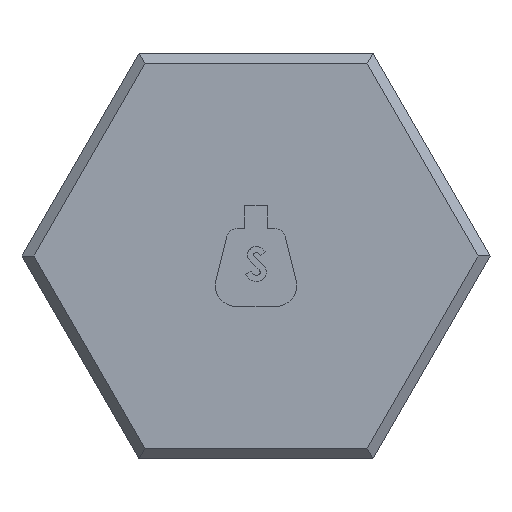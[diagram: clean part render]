
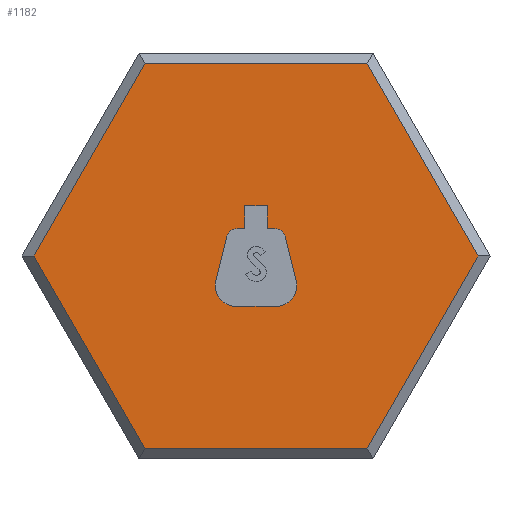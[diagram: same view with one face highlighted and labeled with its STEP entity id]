
A CAD part, front view. The second image highlights one B-rep face of the part: STEP entity #1182.
In plain terms, the highlighted planar face has unit normal (0, -1, 0).
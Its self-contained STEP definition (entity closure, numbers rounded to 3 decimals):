
#47 = CARTESIAN_POINT ( 'NONE',  ( 10.681, 0., 18.5 ) ) ;
#289 = ORIENTED_EDGE ( 'NONE', *, *, #1725, .T. ) ;
#426 = LINE ( 'NONE', #5317, #16643 ) ;
#768 = ORIENTED_EDGE ( 'NONE', *, *, #29569, .F. ) ;
#1003 = VECTOR ( 'NONE', #9284, 1000. ) ;
#1088 = EDGE_CURVE ( 'NONE', #12965, #27687, #21894, .T. ) ;
#1182 = ADVANCED_FACE ( 'NONE', ( #3050, #11074 ), #31858, .T. ) ;
#1198 = EDGE_LOOP ( 'NONE', ( #29673, #10567, #33452, #7565, #289, #4934 ) ) ;
#1270 = CARTESIAN_POINT ( 'NONE',  ( -2.791, 0., 1.896 ) ) ;
#1725 = EDGE_CURVE ( 'NONE', #18166, #6705, #8121, .T. ) ;
#2175 = VECTOR ( 'NONE', #10215, 1000. ) ;
#2583 = DIRECTION ( 'NONE',  ( 0., -1., 0. ) ) ;
#2590 = CARTESIAN_POINT ( 'NONE',  ( 0., 0., 18.5 ) ) ;
#2609 = CARTESIAN_POINT ( 'NONE',  ( 2.791, 0., 1.896 ) ) ;
#3028 = VECTOR ( 'NONE', #15611, 1000. ) ;
#3050 = FACE_OUTER_BOUND ( 'NONE', #1198, .T. ) ;
#3092 = ORIENTED_EDGE ( 'NONE', *, *, #31208, .F. ) ;
#3273 = VECTOR ( 'NONE', #8689, 1000. ) ;
#3977 = VECTOR ( 'NONE', #4649, 1000. ) ;
#4028 = CARTESIAN_POINT ( 'NONE',  ( -10.681, 0., -18.5 ) ) ;
#4380 = VECTOR ( 'NONE', #19796, 1000. ) ;
#4649 = DIRECTION ( 'NONE',  ( 1., 0., 0. ) ) ;
#4934 = ORIENTED_EDGE ( 'NONE', *, *, #26503, .T. ) ;
#5155 = VECTOR ( 'NONE', #12562, 1000. ) ;
#5316 = VERTEX_POINT ( 'NONE', #29199 ) ;
#5317 = CARTESIAN_POINT ( 'NONE',  ( -16.021, 0., -9.25 ) ) ;
#5412 = ORIENTED_EDGE ( 'NONE', *, *, #30669, .F. ) ;
#5464 = LINE ( 'NONE', #29559, #31364 ) ;
#5500 = CARTESIAN_POINT ( 'NONE',  ( -16.021, 0., 9.25 ) ) ;
#5690 = EDGE_CURVE ( 'NONE', #28470, #29015, #28315, .T. ) ;
#6280 = VECTOR ( 'NONE', #16023, 1000. ) ;
#6344 = CARTESIAN_POINT ( 'NONE',  ( -10.681, 0., 18.5 ) ) ;
#6474 = VERTEX_POINT ( 'NONE', #1270 ) ;
#6646 = ORIENTED_EDGE ( 'NONE', *, *, #12032, .F. ) ;
#6705 = VERTEX_POINT ( 'NONE', #18876 ) ;
#6763 = CARTESIAN_POINT ( 'NONE',  ( 1.93, 0., -4.85 ) ) ;
#7565 = ORIENTED_EDGE ( 'NONE', *, *, #17537, .T. ) ;
#7662 = LINE ( 'NONE', #2590, #5155 ) ;
#7726 = VERTEX_POINT ( 'NONE', #4028 ) ;
#8004 = ORIENTED_EDGE ( 'NONE', *, *, #19674, .F. ) ;
#8007 = DIRECTION ( 'NONE',  ( 0., 0., 1. ) ) ;
#8121 = LINE ( 'NONE', #5500, #30025 ) ;
#8543 = VERTEX_POINT ( 'NONE', #47 ) ;
#8632 = DIRECTION ( 'NONE',  ( 0., 0., -1. ) ) ;
#8689 = DIRECTION ( 'NONE',  ( -0.246, 0., -0.969 ) ) ;
#8977 = EDGE_CURVE ( 'NONE', #27687, #29505, #5464, .T. ) ;
#9284 = DIRECTION ( 'NONE',  ( 0.5, 0., 0.866 ) ) ;
#10001 = CARTESIAN_POINT ( 'NONE',  ( -3.869, 0., -2.359 ) ) ;
#10215 = DIRECTION ( 'NONE',  ( -1., 0., 0. ) ) ;
#10567 = ORIENTED_EDGE ( 'NONE', *, *, #5690, .T. ) ;
#10606 = CARTESIAN_POINT ( 'NONE',  ( -1.822, 0., 1.65 ) ) ;
#10693 = CARTESIAN_POINT ( 'NONE',  ( -1.1, 0., 2.65 ) ) ;
#10702 = CARTESIAN_POINT ( 'NONE',  ( 2.791, 0., 1.896 ) ) ;
#10985 = ORIENTED_EDGE ( 'NONE', *, *, #8977, .F. ) ;
#11071 = DIRECTION ( 'NONE',  ( 0.5, 0., -0.866 ) ) ;
#11074 = FACE_BOUND ( 'NONE', #30185, .T. ) ;
#11079 = DIRECTION ( 'NONE',  ( -0.5, 0., -0.866 ) ) ;
#11136 = LINE ( 'NONE', #18647, #6280 ) ;
#11326 = EDGE_CURVE ( 'NONE', #29619, #20398, #17783, .T. ) ;
#11498 = VERTEX_POINT ( 'NONE', #10693 ) ;
#11728 = VERTEX_POINT ( 'NONE', #29736 ) ;
#11730 = CARTESIAN_POINT ( 'NONE',  ( 1.1, 0., 4.85 ) ) ;
#11761 = VECTOR ( 'NONE', #33814, 1000. ) ;
#12032 = EDGE_CURVE ( 'NONE', #6474, #24596, #27705, .T. ) ;
#12219 = EDGE_CURVE ( 'NONE', #18845, #29467, #22787, .T. ) ;
#12313 = CIRCLE ( 'NONE', #27927, 1. ) ;
#12562 = DIRECTION ( 'NONE',  ( -1., 0., 0. ) ) ;
#12791 = CARTESIAN_POINT ( 'NONE',  ( 1.93, 0., -4.85 ) ) ;
#12965 = VERTEX_POINT ( 'NONE', #13278 ) ;
#13013 = CARTESIAN_POINT ( 'NONE',  ( 1.822, 0., 2.65 ) ) ;
#13278 = CARTESIAN_POINT ( 'NONE',  ( 1.1, 0., 2.65 ) ) ;
#13430 = ORIENTED_EDGE ( 'NONE', *, *, #12219, .F. ) ;
#13471 = CARTESIAN_POINT ( 'NONE',  ( 3.869, 0., -2.359 ) ) ;
#13831 = CARTESIAN_POINT ( 'NONE',  ( -1.1, 0., 2.65 ) ) ;
#14498 = ORIENTED_EDGE ( 'NONE', *, *, #21439, .F. ) ;
#14615 = DIRECTION ( 'NONE',  ( 0., -1., 0. ) ) ;
#14853 = DIRECTION ( 'NONE',  ( 0., -1., 0. ) ) ;
#15033 = ORIENTED_EDGE ( 'NONE', *, *, #27581, .F. ) ;
#15611 = DIRECTION ( 'NONE',  ( -0.5, 0., 0.866 ) ) ;
#15855 = VECTOR ( 'NONE', #21017, 1000. ) ;
#16023 = DIRECTION ( 'NONE',  ( 1., 0., 0. ) ) ;
#16303 = LINE ( 'NONE', #26764, #3028 ) ;
#16490 = DIRECTION ( 'NONE',  ( 0., -1., 0. ) ) ;
#16643 = VECTOR ( 'NONE', #11071, 1000. ) ;
#16656 = ORIENTED_EDGE ( 'NONE', *, *, #11326, .F. ) ;
#16991 = ORIENTED_EDGE ( 'NONE', *, *, #23205, .F. ) ;
#17103 = EDGE_CURVE ( 'NONE', #7726, #28470, #11136, .T. ) ;
#17537 = EDGE_CURVE ( 'NONE', #8543, #18166, #7662, .T. ) ;
#17783 = CIRCLE ( 'NONE', #28367, 1. ) ;
#18166 = VERTEX_POINT ( 'NONE', #6344 ) ;
#18424 = CARTESIAN_POINT ( 'NONE',  ( 1.1, 0., 2.65 ) ) ;
#18470 = CARTESIAN_POINT ( 'NONE',  ( 1.822, 0., 1.65 ) ) ;
#18647 = CARTESIAN_POINT ( 'NONE',  ( 0., 0., -18.5 ) ) ;
#18845 = VERTEX_POINT ( 'NONE', #12791 ) ;
#18876 = CARTESIAN_POINT ( 'NONE',  ( -21.362, 0., 0. ) ) ;
#19229 = CARTESIAN_POINT ( 'NONE',  ( -1.1, 0., 4.85 ) ) ;
#19603 = CIRCLE ( 'NONE', #32411, 2. ) ;
#19674 = EDGE_CURVE ( 'NONE', #11498, #5316, #23137, .T. ) ;
#19796 = DIRECTION ( 'NONE',  ( 0., 0., 1. ) ) ;
#20156 = VECTOR ( 'NONE', #24472, 1000. ) ;
#20398 = VERTEX_POINT ( 'NONE', #13013 ) ;
#21017 = DIRECTION ( 'NONE',  ( -0.246, 0., 0.969 ) ) ;
#21174 = CARTESIAN_POINT ( 'NONE',  ( -1.822, 0., 2.65 ) ) ;
#21439 = EDGE_CURVE ( 'NONE', #5316, #6474, #12313, .T. ) ;
#21894 = LINE ( 'NONE', #24506, #4380 ) ;
#22787 = CIRCLE ( 'NONE', #31711, 2. ) ;
#23137 = LINE ( 'NONE', #21174, #11761 ) ;
#23205 = EDGE_CURVE ( 'NONE', #29467, #29619, #29395, .T. ) ;
#23318 = EDGE_CURVE ( 'NONE', #29015, #8543, #16303, .T. ) ;
#23891 = CARTESIAN_POINT ( 'NONE',  ( 10.681, 0., -18.5 ) ) ;
#24472 = DIRECTION ( 'NONE',  ( 0., 0., -1. ) ) ;
#24506 = CARTESIAN_POINT ( 'NONE',  ( 1.1, 0., 4.85 ) ) ;
#24596 = VERTEX_POINT ( 'NONE', #10001 ) ;
#24893 = ORIENTED_EDGE ( 'NONE', *, *, #1088, .F. ) ;
#25155 = LINE ( 'NONE', #13831, #20156 ) ;
#25255 = DIRECTION ( 'NONE',  ( 0., 0., 1. ) ) ;
#25492 = DIRECTION ( 'NONE',  ( 0., 0., 1. ) ) ;
#26503 = EDGE_CURVE ( 'NONE', #6705, #7726, #426, .T. ) ;
#26749 = DIRECTION ( 'NONE',  ( -1., 0., 0. ) ) ;
#26764 = CARTESIAN_POINT ( 'NONE',  ( 16.021, 0., 9.25 ) ) ;
#26818 = CARTESIAN_POINT ( 'NONE',  ( 21.362, 0., 0. ) ) ;
#27581 = EDGE_CURVE ( 'NONE', #20398, #12965, #28736, .T. ) ;
#27687 = VERTEX_POINT ( 'NONE', #11730 ) ;
#27705 = LINE ( 'NONE', #33312, #3273 ) ;
#27927 = AXIS2_PLACEMENT_3D ( 'NONE', #10606, #31915, #8007 ) ;
#28120 = CARTESIAN_POINT ( 'NONE',  ( -1.93, 0., -2.85 ) ) ;
#28315 = LINE ( 'NONE', #33577, #1003 ) ;
#28367 = AXIS2_PLACEMENT_3D ( 'NONE', #18470, #2583, #31910 ) ;
#28470 = VERTEX_POINT ( 'NONE', #23891 ) ;
#28736 = LINE ( 'NONE', #18424, #2175 ) ;
#29015 = VERTEX_POINT ( 'NONE', #26818 ) ;
#29199 = CARTESIAN_POINT ( 'NONE',  ( -1.822, 0., 2.65 ) ) ;
#29395 = LINE ( 'NONE', #10702, #15855 ) ;
#29467 = VERTEX_POINT ( 'NONE', #13471 ) ;
#29505 = VERTEX_POINT ( 'NONE', #19229 ) ;
#29559 = CARTESIAN_POINT ( 'NONE',  ( -1.1, 0., 4.85 ) ) ;
#29569 = EDGE_CURVE ( 'NONE', #24596, #11728, #19603, .T. ) ;
#29619 = VERTEX_POINT ( 'NONE', #2609 ) ;
#29673 = ORIENTED_EDGE ( 'NONE', *, *, #17103, .T. ) ;
#29736 = CARTESIAN_POINT ( 'NONE',  ( -1.93, 0., -4.85 ) ) ;
#30025 = VECTOR ( 'NONE', #11079, 1000. ) ;
#30185 = EDGE_LOOP ( 'NONE', ( #5412, #10985, #24893, #15033, #16656, #16991, #13430, #3092, #768, #6646, #14498, #8004 ) ) ;
#30669 = EDGE_CURVE ( 'NONE', #29505, #11498, #25155, .T. ) ;
#31208 = EDGE_CURVE ( 'NONE', #11728, #18845, #33827, .T. ) ;
#31364 = VECTOR ( 'NONE', #26749, 1000. ) ;
#31711 = AXIS2_PLACEMENT_3D ( 'NONE', #32778, #14615, #25255 ) ;
#31858 = PLANE ( 'NONE',  #32818 ) ;
#31910 = DIRECTION ( 'NONE',  ( 0., 0., 1. ) ) ;
#31915 = DIRECTION ( 'NONE',  ( 0., -1., 0. ) ) ;
#32375 = CARTESIAN_POINT ( 'NONE',  ( 0., 0., 0. ) ) ;
#32411 = AXIS2_PLACEMENT_3D ( 'NONE', #28120, #14853, #25492 ) ;
#32778 = CARTESIAN_POINT ( 'NONE',  ( 1.93, 0., -2.85 ) ) ;
#32818 = AXIS2_PLACEMENT_3D ( 'NONE', #32375, #16490, #8632 ) ;
#33312 = CARTESIAN_POINT ( 'NONE',  ( -3.869, 0., -2.359 ) ) ;
#33452 = ORIENTED_EDGE ( 'NONE', *, *, #23318, .T. ) ;
#33577 = CARTESIAN_POINT ( 'NONE',  ( 16.021, 0., -9.25 ) ) ;
#33814 = DIRECTION ( 'NONE',  ( -1., 0., 0. ) ) ;
#33827 = LINE ( 'NONE', #6763, #3977 ) ;
